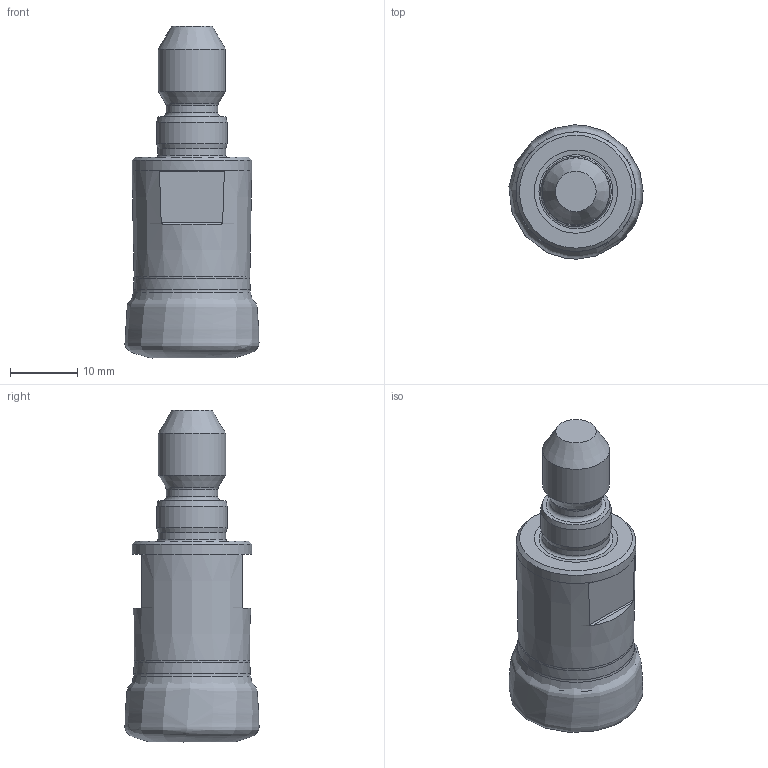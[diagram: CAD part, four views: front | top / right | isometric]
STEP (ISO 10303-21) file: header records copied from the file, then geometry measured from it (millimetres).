
FILE_DESCRIPTION(/* description */ (''),/* implementation_level */ '2;1');
FILE_NAME(/* name */ 'TOOLASSEMBLY_1.STP',/* time_stamp */ '2023-09-14T10:52:15+02:00',/* author */ (''),/* organization */ ('SMS'),/* preprocessor_version */ 'ST-DEVELOPER v16.7',/* originating_system */ 'SIEMENS PLM Software NX 12.0',/* authorisation */ '');
FILE_SCHEMA (('AUTOMOTIVE_DESIGN { 1 0 10303 214 3 1 1 1 }'));
Length unit declared in the file: millimetre
Products named in the file (4): ASSEMBLY_CONSTRUCTION; CUT_20230914104951; NOCUT_20230914104927; TOOLASSEMBLY_1
Assembly tree (3 placements, depth 2):
  TOOLASSEMBLY_1
    NOCUT_20230914104927
    CUT_20230914104951
    ASSEMBLY_CONSTRUCTION
Bounding box: 19.97 x 19.99 x 49.41 mm (x, y, z)
Volume: 10601 mm3; surface area: 3828.5 mm2
Topology: 2 solids, 2 shells, 43 faces, 93 edges, 62 vertices
Faces by surface type: cone 12, plane 11, cylinder 9, torus 8, bspline 3
Full cylindrical faces by diameter (mm): 7.7 x1, 10 x1, 10.1 x1, 10.5 x1, 17.8 x1
Entity records: 6156 total; most frequent: CARTESIAN_POINT 5213, DIRECTION 180, ORIENTED_EDGE 112, AXIS2_PLACEMENT_3D 86, EDGE_LOOP 72, FACE_BOUND 61, EDGE_CURVE 56, VERTEX_POINT 47
